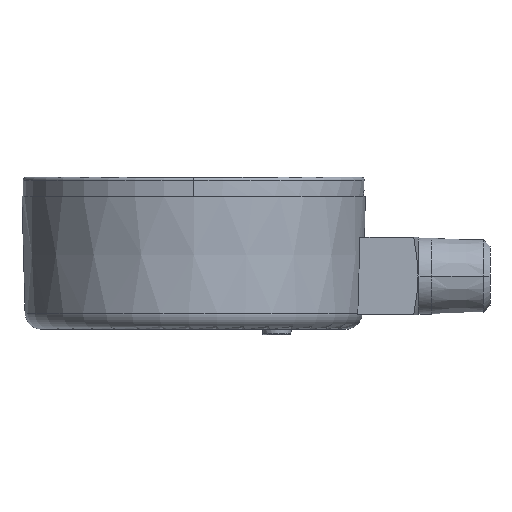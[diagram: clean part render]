
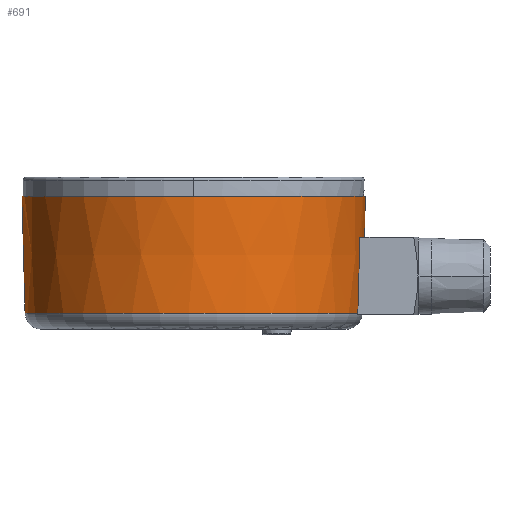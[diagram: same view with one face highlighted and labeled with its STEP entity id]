
A CAD part, left-side view. The second image highlights one B-rep face of the part: STEP entity #691.
In plain terms, the highlighted conical face has half-angle 1.5 degrees and reference radius 30.448 mm.
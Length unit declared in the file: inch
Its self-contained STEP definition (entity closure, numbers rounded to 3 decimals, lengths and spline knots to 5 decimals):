
#101 = CARTESIAN_POINT ( 'NONE',  ( 0., 1.59449, 0.56693 ) ) ;
#154 = ORIENTED_EDGE ( 'NONE', *, *, #1948, .F. ) ;
#241 = CARTESIAN_POINT ( 'NONE',  ( -0.27559, 0.42303, -0.08343 ) ) ;
#335 = AXIS2_PLACEMENT_3D ( 'NONE', #2603, #3363, #4591 ) ;
#449 = VERTEX_POINT ( 'NONE', #2292 ) ;
#532 = CIRCLE ( 'NONE', #2663, 1.19874 ) ;
#554 = EDGE_LOOP ( 'NONE', ( #2836, #1050, #4094, #3430, #4000, #154 ) ) ;
#691 = ADVANCED_FACE ( 'NONE', ( #1807 ), #3603, .T. ) ;
#721 = CIRCLE ( 'NONE', #335, 1.21284 ) ;
#775 = DIRECTION ( 'NONE',  ( 0., 0., 1. ) ) ;
#788 = CARTESIAN_POINT ( 'NONE',  ( 0., 0.38164, 0.27559 ) ) ;
#805 = LINE ( 'NONE', #3024, #3275 ) ;
#875 = EDGE_CURVE ( 'NONE', #1093, #449, #3279, .T. ) ;
#921 = CARTESIAN_POINT ( 'NONE',  ( -0.27559, 0.41337, 0.27559 ) ) ;
#997 = VECTOR ( 'NONE', #2360, 39.37008 ) ;
#1050 = ORIENTED_EDGE ( 'NONE', *, *, #3799, .T. ) ;
#1093 = VERTEX_POINT ( 'NONE', #1942 ) ;
#1284 = EDGE_CURVE ( 'NONE', #3609, #2293, #805, .T. ) ;
#1345 = DIRECTION ( 'NONE',  ( 0., -1., 0. ) ) ;
#1372 = CARTESIAN_POINT ( 'NONE',  ( 0., 0.37402, 0.56693 ) ) ;
#1516 = EDGE_CURVE ( 'NONE', #4700, #1869, #3889, .T. ) ;
#1731 = CARTESIAN_POINT ( 'NONE',  ( -0.27559, 0.42786, -0.26293 ) ) ;
#1757 = CARTESIAN_POINT ( 'NONE',  ( -0.27559, 0.4182, 0.09608 ) ) ;
#1807 = FACE_OUTER_BOUND ( 'NONE', #554, .T. ) ;
#1869 = VERTEX_POINT ( 'NONE', #3318 ) ;
#1942 = CARTESIAN_POINT ( 'NONE',  ( -0.27559, 0.41337, 0.27559 ) ) ;
#1948 = EDGE_CURVE ( 'NONE', #1869, #2293, #1958, .T. ) ;
#1958 = CIRCLE ( 'NONE', #2274, 1.22047 ) ;
#2274 = AXIS2_PLACEMENT_3D ( 'NONE', #101, #3042, #3388 ) ;
#2279 = DIRECTION ( 'NONE',  ( 0., -1., 0. ) ) ;
#2292 = CARTESIAN_POINT ( 'NONE',  ( -0.27559, 0.42786, -0.26293 ) ) ;
#2293 = VERTEX_POINT ( 'NONE', #1372 ) ;
#2360 = DIRECTION ( 'NONE',  ( 0., 0.026, 1. ) ) ;
#2603 = CARTESIAN_POINT ( 'NONE',  ( 0., 1.59449, 0.27559 ) ) ;
#2663 = AXIS2_PLACEMENT_3D ( 'NONE', #3229, #4735, #1345 ) ;
#2836 = ORIENTED_EDGE ( 'NONE', *, *, #1516, .F. ) ;
#2915 = EDGE_CURVE ( 'NONE', #3609, #1093, #721, .T. ) ;
#3024 = CARTESIAN_POINT ( 'NONE',  ( 0., 0.39575, -0.26293 ) ) ;
#3042 = DIRECTION ( 'NONE',  ( 0., 0., 1. ) ) ;
#3229 = CARTESIAN_POINT ( 'NONE',  ( 0., 1.59449, -0.26293 ) ) ;
#3275 = VECTOR ( 'NONE', #4574, 39.37008 ) ;
#3279 = B_SPLINE_CURVE_WITH_KNOTS ( 'NONE', 3,
 ( #921, #1757, #241, #1731 ),
 .UNSPECIFIED., .F., .F.,
 ( 4, 4 ),
 ( 0.00001, 0.01369 ),
 .UNSPECIFIED. ) ;
#3318 = CARTESIAN_POINT ( 'NONE',  ( 0., 2.81496, 0.56693 ) ) ;
#3361 = AXIS2_PLACEMENT_3D ( 'NONE', #4156, #775, #2279 ) ;
#3363 = DIRECTION ( 'NONE',  ( 0., 0., -1. ) ) ;
#3388 = DIRECTION ( 'NONE',  ( 0., -1., 0. ) ) ;
#3430 = ORIENTED_EDGE ( 'NONE', *, *, #2915, .F. ) ;
#3603 = CONICAL_SURFACE ( 'NONE', #3361, 1.19874, 0.026 ) ;
#3609 = VERTEX_POINT ( 'NONE', #788 ) ;
#3799 = EDGE_CURVE ( 'NONE', #4700, #449, #532, .T. ) ;
#3855 = CARTESIAN_POINT ( 'NONE',  ( 0., 2.79323, -0.26293 ) ) ;
#3889 = LINE ( 'NONE', #4599, #997 ) ;
#4000 = ORIENTED_EDGE ( 'NONE', *, *, #1284, .T. ) ;
#4094 = ORIENTED_EDGE ( 'NONE', *, *, #875, .F. ) ;
#4156 = CARTESIAN_POINT ( 'NONE',  ( 0., 1.59449, -0.26293 ) ) ;
#4574 = DIRECTION ( 'NONE',  ( 0., -0.026, 1. ) ) ;
#4591 = DIRECTION ( 'NONE',  ( 1., 0., 0. ) ) ;
#4599 = CARTESIAN_POINT ( 'NONE',  ( 0., 2.79323, -0.26293 ) ) ;
#4700 = VERTEX_POINT ( 'NONE', #3855 ) ;
#4735 = DIRECTION ( 'NONE',  ( 0., 0., 1. ) ) ;
